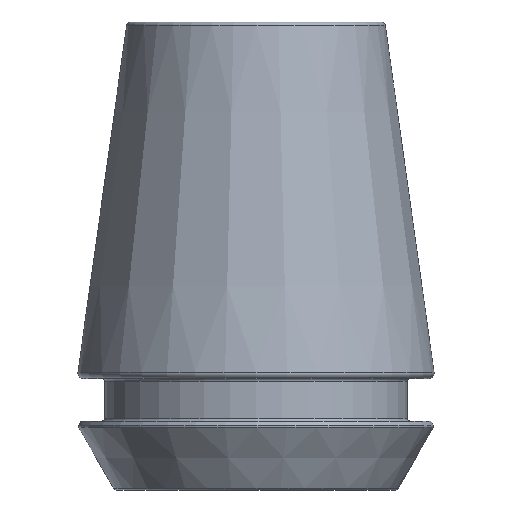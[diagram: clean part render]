
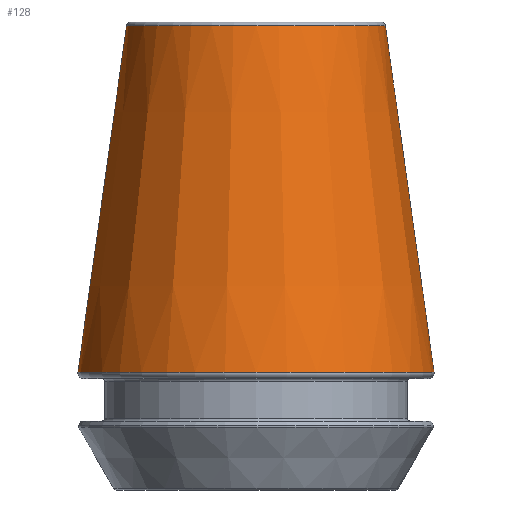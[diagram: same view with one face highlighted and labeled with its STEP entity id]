
A CAD part, front view. The second image highlights one B-rep face of the part: STEP entity #128.
In plain terms, the highlighted conical face has half-angle 8 degrees and reference radius 12.936 mm.
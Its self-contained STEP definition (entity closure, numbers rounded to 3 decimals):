
#119=CONICAL_SURFACE('',#304,12.936,8.);
#128=ADVANCED_FACE('',(#150,#151),#119,.T.);
#150=FACE_BOUND('',#174,.T.);
#151=FACE_BOUND('',#175,.T.);
#174=EDGE_LOOP('',(#200));
#175=EDGE_LOOP('',(#201));
#200=ORIENTED_EDGE('',*,*,#239,.T.);
#201=ORIENTED_EDGE('',*,*,#235,.F.);
#222=VERTEX_POINT('',#391);
#226=VERTEX_POINT('',#401);
#235=EDGE_CURVE('',#222,#222,#248,.T.);
#239=EDGE_CURVE('',#226,#226,#252,.T.);
#248=CIRCLE('',#297,9.396);
#252=CIRCLE('',#303,12.936);
#297=AXIS2_PLACEMENT_3D('',#390,#332,#333);
#303=AXIS2_PLACEMENT_3D('',#400,#344,#345);
#304=AXIS2_PLACEMENT_3D('',#402,#346,#347);
#332=DIRECTION('',(0.,0.,1.));
#333=DIRECTION('',(1.,0.,0.));
#344=DIRECTION('',(0.,0.,1.));
#345=DIRECTION('',(1.,0.,0.));
#346=DIRECTION('',(0.,0.,-1.));
#347=DIRECTION('',(1.,0.,0.));
#390=CARTESIAN_POINT('',(0.,0.,22.082));
#391=CARTESIAN_POINT('',(9.396,0.,22.082));
#400=CARTESIAN_POINT('',(0.,0.,-3.104));
#401=CARTESIAN_POINT('',(12.936,0.,-3.104));
#402=CARTESIAN_POINT('',(0.,0.,-3.104));
